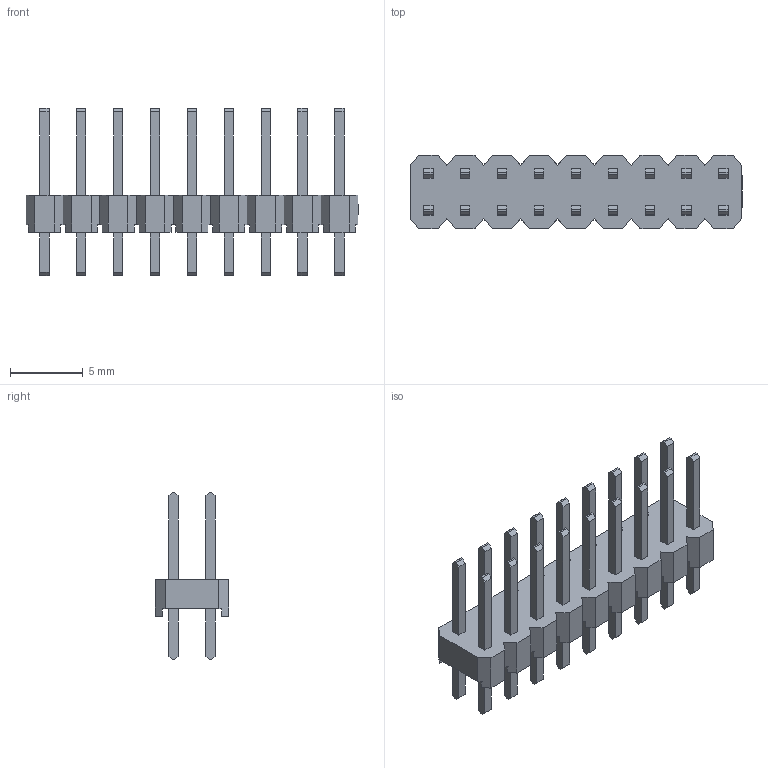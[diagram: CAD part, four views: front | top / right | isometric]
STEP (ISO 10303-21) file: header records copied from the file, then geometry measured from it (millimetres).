
FILE_DESCRIPTION(/* description */ ('Designed by EasyEDA Pro'),/* implementation_level */ '2;1');
FILE_NAME(/* name */ 'PZ_2.54_2X9P_LH.step',/* time_stamp */ '2025-03-27T13:29:15+08:00',/* author */ (''),/* organization */ (''),/* preprocessor_version */ 'ST-DEVELOPER v20.1',/* originating_system */ 'Autodesk Translation Framework v14.4.0.0',/* authorisation */ '');
FILE_SCHEMA (('AUTOMOTIVE_DESIGN { 1 0 10303 214 3 1 1 }'));
Length unit declared in the file: millimetre
Products named in the file (3): moq8-PCBModel; moq8-Board; moq8-H1-HDR-TH_18P-P2.54-V-M-R2-C9-S2.54
Assembly tree (2 placements, depth 2):
  moq8-PCBModel
    moq8-Board
    moq8-H1-HDR-TH_18P-P2.54-V-M-R2-C9-S2.54
Bounding box: 22.87 x 5.08 x 11.54 mm (x, y, z)
Volume: 298 mm3; surface area: 820.6 mm2
Topology: 1 solids, 1 shells, 630 faces, 1698 edges, 1132 vertices
Faces by surface type: plane 516, bspline 114
Entity records: 21299 total; most frequent: CARTESIAN_POINT 5557, ORIENTED_EDGE 3396, DIRECTION 2684, EDGE_CURVE 1698, LINE 1470, VECTOR 1470, VERTEX_POINT 1132, EDGE_LOOP 692
